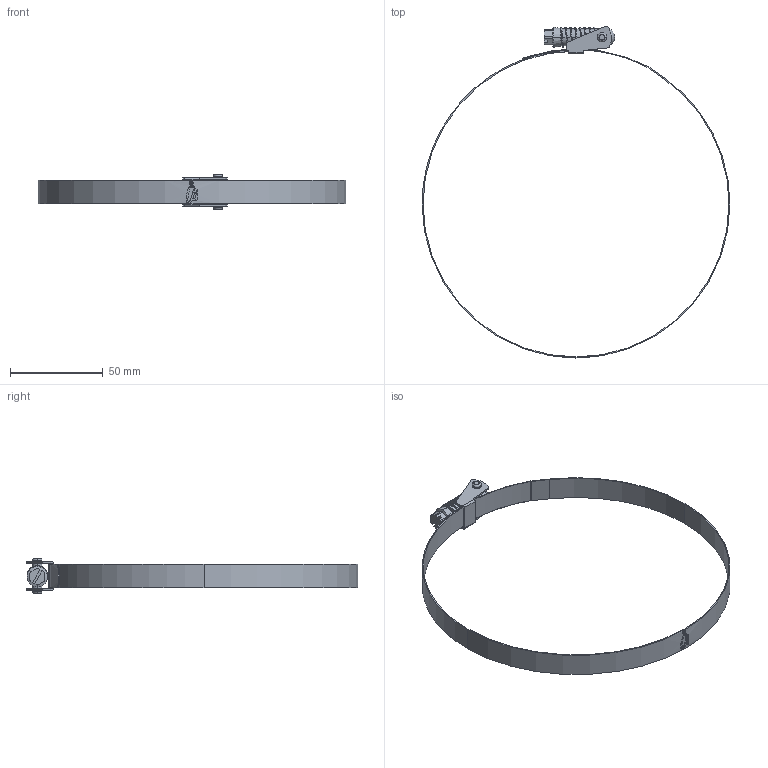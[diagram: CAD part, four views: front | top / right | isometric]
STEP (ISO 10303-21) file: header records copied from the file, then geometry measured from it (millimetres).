
FILE_DESCRIPTION (( 'STEP AP214' ), '1' );
FILE_NAME ('TRI-M550-SNQR-96.step', '2025-09-05T13:17:10', ( '' ), ( '' ), 'SwSTEP 2.0', 'SolidWorks 2025', '' );
FILE_SCHEMA (( 'AUTOMOTIVE_DESIGN' ));
Length unit declared in the file: millimetre
Products named in the file (1): TRI-M550-SNQR-96
Bounding box: 166.06 x 179.01 x 19.05 mm (x, y, z)
Volume: 6876.6 mm3; surface area: 18121.6 mm2
Topology: 5 solids, 5 shells, 222 faces, 594 edges, 388 vertices
Faces by surface type: cylinder 112, bspline 56, plane 44, cone 4, torus 4, sphere 2
Entity records: 13532 total; most frequent: CARTESIAN_POINT 8483, ORIENTED_EDGE 1188, DIRECTION 775, EDGE_CURVE 594, VERTEX_POINT 388, AXIS2_PLACEMENT_3D 262, LINE 251, VECTOR 251
